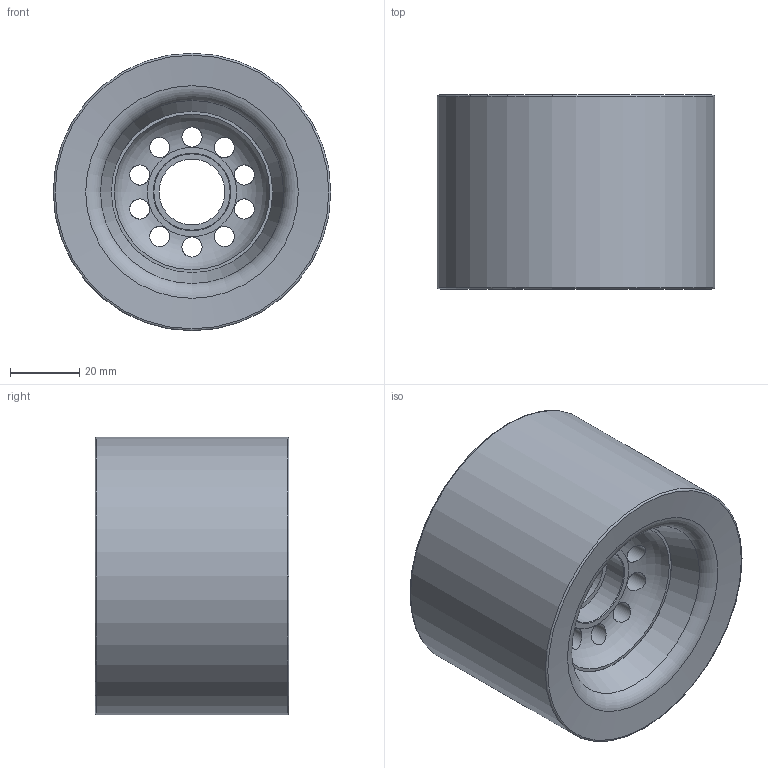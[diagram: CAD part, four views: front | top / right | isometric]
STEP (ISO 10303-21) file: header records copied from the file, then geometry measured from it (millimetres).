
FILE_DESCRIPTION(/* description */ (''),/* implementation_level */ '2;1');
FILE_NAME(/* name */ 'Orangatang Kegel.step',/* time_stamp */ '2018-11-10T14:43:33+01:00',/* author */ (''),/* organization */ (''),/* preprocessor_version */ 'ST-DEVELOPER v16',/* originating_system */ 'SIEMENS PLM Software NX 10.0',/* authorisation */ '');
FILE_SCHEMA (('AUTOMOTIVE_DESIGN { 1 0 10303 214 3 1 1 1 }'));
Length unit declared in the file: millimetre
Products named in the file (3): Kegel_core; Kegel_urethane; Orangatang_Kegel_stp
Assembly tree (2 placements, depth 2):
  Orangatang_Kegel_stp
    Kegel_urethane
    Kegel_core
Bounding box: 80 x 55.91 x 80 mm (x, y, z)
Volume: 204748.2 mm3; surface area: 42451.1 mm2
Topology: 2 solids, 2 shells, 36 faces, 79 edges, 50 vertices
Faces by surface type: cylinder 16, torus 10, plane 7, cone 3
Full cylindrical faces by diameter (mm): 5.8 x10, 19 x1, 22 x2, 46.5 x1, 46.6 x1, 80 x1
Entity records: 2063 total; most frequent: CARTESIAN_POINT 1279, DIRECTION 140, ORIENTED_EDGE 102, EDGE_LOOP 90, FACE_BOUND 88, AXIS2_PLACEMENT_3D 70, EDGE_CURVE 51, VERTEX_POINT 49
